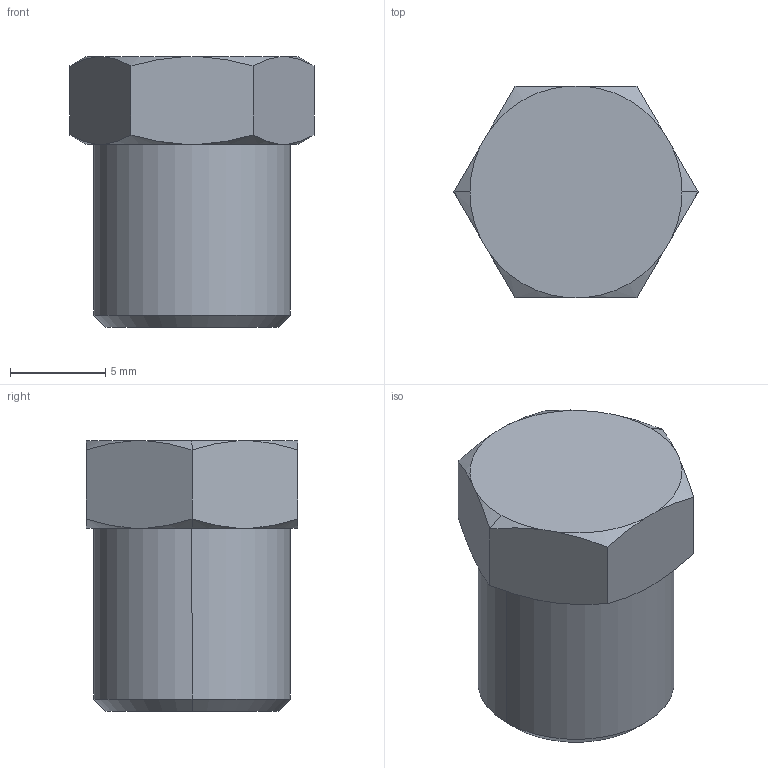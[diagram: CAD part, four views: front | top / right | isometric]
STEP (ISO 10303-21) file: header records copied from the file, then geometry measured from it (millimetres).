
FILE_DESCRIPTION((''),'2;1');
FILE_NAME('smallplug.stp','2002-01-15T19:14:22',('Administrator'),(''),'Autodesk Inventor (tm) 3.0','Autodesk Inventor (tm) 3.0','');
FILE_SCHEMA(('CONFIG_CONTROL_DESIGN'));
Length unit declared in the file: inch
Products named in the file (1): smallplug
Bounding box: 12.8 x 11.08 x 14.17 mm (x, y, z)
Volume: 1118.3 mm3; surface area: 817.1 mm2
Topology: 1 solids, 1 shells, 32 faces, 78 edges, 50 vertices
Faces by surface type: cone 18, plane 10, cylinder 4
Entity records: 1013 total; most frequent: CARTESIAN_POINT 209, ORIENTED_EDGE 156, DIRECTION 146, EDGE_CURVE 78, AXIS2_PLACEMENT_3D 59, VERTEX_POINT 50, EDGE_LOOP 34, FACE_OUTER_BOUND 32
